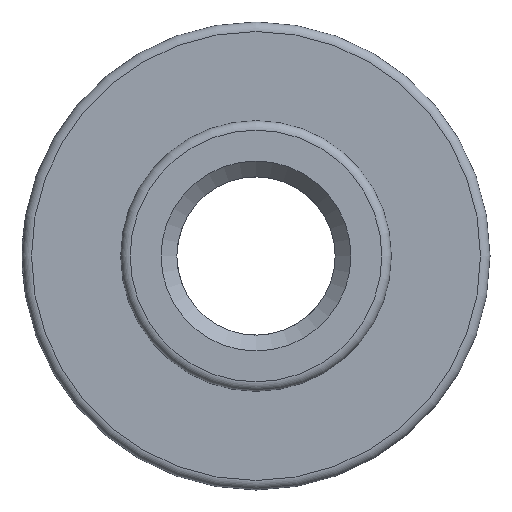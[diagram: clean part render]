
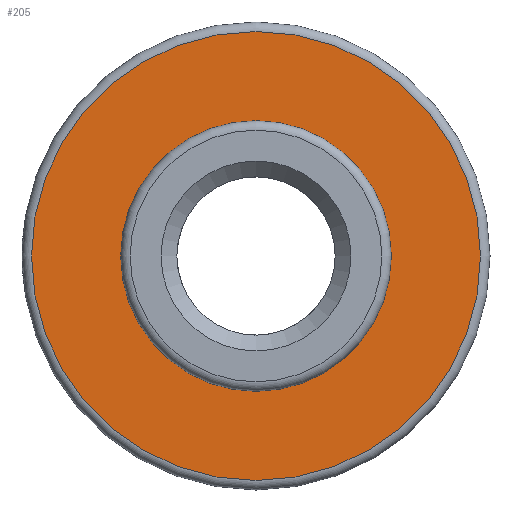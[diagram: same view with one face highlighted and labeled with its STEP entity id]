
A CAD part, left-side view. The second image highlights one B-rep face of the part: STEP entity #205.
In plain terms, the highlighted planar face has unit normal (-1, 0, 0).
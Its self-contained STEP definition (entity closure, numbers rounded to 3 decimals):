
#21=FACE_BOUND('',#55,.T.);
#24=PLANE('',#245);
#39=FACE_OUTER_BOUND('',#54,.T.);
#54=EDGE_LOOP('',(#181));
#55=EDGE_LOOP('',(#182));
#85=CIRCLE('',#236,21.4);
#90=CIRCLE('',#244,35.5);
#102=VERTEX_POINT('',#387);
#108=VERTEX_POINT('',#440);
#125=EDGE_CURVE('',#102,#102,#85,.T.);
#135=EDGE_CURVE('',#108,#108,#90,.T.);
#181=ORIENTED_EDGE('',*,*,#135,.F.);
#182=ORIENTED_EDGE('',*,*,#125,.T.);
#205=ADVANCED_FACE('',(#39,#21),#24,.T.);
#236=AXIS2_PLACEMENT_3D('',#388,#282,#283);
#244=AXIS2_PLACEMENT_3D('',#442,#300,#301);
#245=AXIS2_PLACEMENT_3D('',#443,#302,#303);
#282=DIRECTION('center_axis',(1.,0.,0.));
#283=DIRECTION('ref_axis',(0.,0.,-1.));
#300=DIRECTION('center_axis',(1.,0.,0.));
#301=DIRECTION('ref_axis',(0.,0.,1.));
#302=DIRECTION('center_axis',(-1.,0.,0.));
#303=DIRECTION('ref_axis',(0.,0.,1.));
#387=CARTESIAN_POINT('',(0.,0.,21.4));
#388=CARTESIAN_POINT('Origin',(0.,0.,0.));
#440=CARTESIAN_POINT('',(0.,0.,35.5));
#442=CARTESIAN_POINT('Origin',(0.,0.,0.));
#443=CARTESIAN_POINT('Origin',(0.,0.,-37.));
